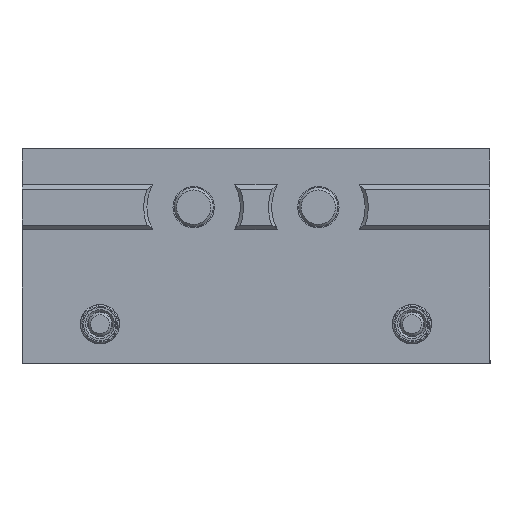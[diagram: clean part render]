
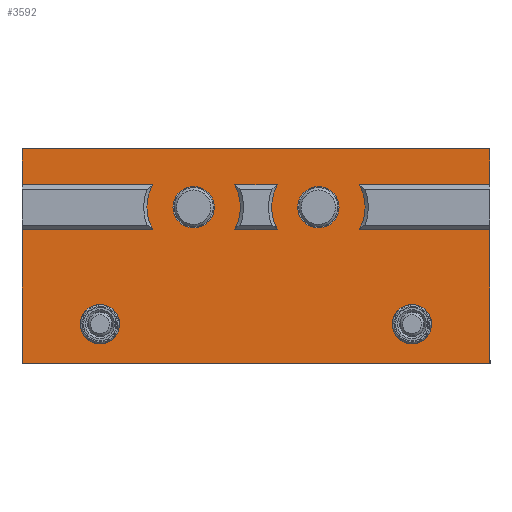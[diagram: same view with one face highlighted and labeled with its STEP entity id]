
A CAD part, top view. The second image highlights one B-rep face of the part: STEP entity #3592.
In plain terms, the highlighted planar face has unit normal (0, 0, 1).
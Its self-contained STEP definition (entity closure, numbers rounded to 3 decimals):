
#383=FACE_BOUND('',#894,.T.);
#384=FACE_BOUND('',#895,.T.);
#385=FACE_BOUND('',#896,.T.);
#386=FACE_BOUND('',#897,.T.);
#387=FACE_BOUND('',#898,.T.);
#434=PLANE('',#3975);
#676=FACE_OUTER_BOUND('',#893,.T.);
#893=EDGE_LOOP('',(#3311,#3312,#3313,#3314,#3315,#3316,#3317,#3318,#3319,
#3320,#3321,#3322));
#894=EDGE_LOOP('',(#3323,#3324,#3325,#3326));
#895=EDGE_LOOP('',(#3327));
#896=EDGE_LOOP('',(#3328));
#897=EDGE_LOOP('',(#3329));
#898=EDGE_LOOP('',(#3330));
#1032=LINE('',#11370,#1193);
#1036=LINE('',#11377,#1197);
#1041=LINE('',#11389,#1202);
#1042=LINE('',#11392,#1203);
#1046=LINE('',#11406,#1207);
#1051=LINE('',#11415,#1212);
#1054=LINE('',#11430,#1215);
#1055=LINE('',#11432,#1216);
#1056=LINE('',#11433,#1217);
#1057=LINE('',#11435,#1218);
#1058=LINE('',#11437,#1219);
#1059=LINE('',#11438,#1220);
#1193=VECTOR('',#4744,10.);
#1197=VECTOR('',#4750,10.);
#1202=VECTOR('',#4763,10.);
#1203=VECTOR('',#4766,10.);
#1207=VECTOR('',#4782,10.);
#1212=VECTOR('',#4791,10.);
#1215=VECTOR('',#4808,10.);
#1216=VECTOR('',#4809,10.);
#1217=VECTOR('',#4810,10.);
#1218=VECTOR('',#4811,10.);
#1219=VECTOR('',#4812,10.);
#1220=VECTOR('',#4813,10.);
#1359=CIRCLE('',#3921,1.6);
#1362=CIRCLE('',#3926,1.6);
#1365=CIRCLE('',#3934,6.);
#1372=CIRCLE('',#3953,6.);
#1373=CIRCLE('',#3962,6.);
#1374=CIRCLE('',#3964,6.);
#1375=CIRCLE('',#3970,2.65);
#1378=CIRCLE('',#3974,2.65);
#1683=VERTEX_POINT('',#11258);
#1686=VERTEX_POINT('',#11268);
#1695=VERTEX_POINT('',#11295);
#1696=VERTEX_POINT('',#11297);
#1716=VERTEX_POINT('',#11363);
#1717=VERTEX_POINT('',#11365);
#1718=VERTEX_POINT('',#11369);
#1720=VERTEX_POINT('',#11375);
#1723=VERTEX_POINT('',#11387);
#1724=VERTEX_POINT('',#11391);
#1725=VERTEX_POINT('',#11397);
#1726=VERTEX_POINT('',#11399);
#1728=VERTEX_POINT('',#11405);
#1730=VERTEX_POINT('',#11413);
#1731=VERTEX_POINT('',#11417);
#1734=VERTEX_POINT('',#11425);
#1735=VERTEX_POINT('',#11429);
#1736=VERTEX_POINT('',#11431);
#1737=VERTEX_POINT('',#11434);
#1738=VERTEX_POINT('',#11436);
#2194=EDGE_CURVE('',#1683,#1683,#1359,.F.);
#2199=EDGE_CURVE('',#1686,#1686,#1362,.F.);
#2211=EDGE_CURVE('',#1695,#1696,#1365,.T.);
#2238=EDGE_CURVE('',#1716,#1717,#1372,.T.);
#2240=EDGE_CURVE('',#1718,#1696,#1032,.T.);
#2244=EDGE_CURVE('',#1716,#1720,#1036,.T.);
#2250=EDGE_CURVE('',#1695,#1723,#1041,.T.);
#2251=EDGE_CURVE('',#1724,#1717,#1042,.T.);
#2253=EDGE_CURVE('',#1724,#1720,#1373,.T.);
#2255=EDGE_CURVE('',#1725,#1726,#1374,.T.);
#2258=EDGE_CURVE('',#1728,#1726,#1046,.T.);
#2263=EDGE_CURVE('',#1725,#1730,#1051,.T.);
#2264=EDGE_CURVE('',#1731,#1731,#1375,.T.);
#2269=EDGE_CURVE('',#1734,#1734,#1378,.T.);
#2270=EDGE_CURVE('',#1723,#1735,#1054,.T.);
#2271=EDGE_CURVE('',#1735,#1736,#1055,.T.);
#2272=EDGE_CURVE('',#1728,#1736,#1056,.T.);
#2273=EDGE_CURVE('',#1737,#1730,#1057,.T.);
#2274=EDGE_CURVE('',#1738,#1737,#1058,.T.);
#2275=EDGE_CURVE('',#1738,#1718,#1059,.T.);
#3311=ORIENTED_EDGE('',*,*,#2211,.F.);
#3312=ORIENTED_EDGE('',*,*,#2250,.T.);
#3313=ORIENTED_EDGE('',*,*,#2270,.T.);
#3314=ORIENTED_EDGE('',*,*,#2271,.T.);
#3315=ORIENTED_EDGE('',*,*,#2272,.F.);
#3316=ORIENTED_EDGE('',*,*,#2258,.T.);
#3317=ORIENTED_EDGE('',*,*,#2255,.F.);
#3318=ORIENTED_EDGE('',*,*,#2263,.T.);
#3319=ORIENTED_EDGE('',*,*,#2273,.F.);
#3320=ORIENTED_EDGE('',*,*,#2274,.F.);
#3321=ORIENTED_EDGE('',*,*,#2275,.T.);
#3322=ORIENTED_EDGE('',*,*,#2240,.T.);
#3323=ORIENTED_EDGE('',*,*,#2244,.T.);
#3324=ORIENTED_EDGE('',*,*,#2253,.F.);
#3325=ORIENTED_EDGE('',*,*,#2251,.T.);
#3326=ORIENTED_EDGE('',*,*,#2238,.F.);
#3327=ORIENTED_EDGE('',*,*,#2269,.F.);
#3328=ORIENTED_EDGE('',*,*,#2264,.F.);
#3329=ORIENTED_EDGE('',*,*,#2194,.F.);
#3330=ORIENTED_EDGE('',*,*,#2199,.F.);
#3592=ADVANCED_FACE('',(#676,#383,#384,#385,#386,#387),#434,.T.);
#3921=AXIS2_PLACEMENT_3D('',#11259,#4658,#4659);
#3926=AXIS2_PLACEMENT_3D('',#11269,#4670,#4671);
#3934=AXIS2_PLACEMENT_3D('',#11298,#4691,#4692);
#3953=AXIS2_PLACEMENT_3D('',#11366,#4739,#4740);
#3962=AXIS2_PLACEMENT_3D('',#11395,#4770,#4771);
#3964=AXIS2_PLACEMENT_3D('',#11400,#4775,#4776);
#3970=AXIS2_PLACEMENT_3D('',#11418,#4794,#4795);
#3974=AXIS2_PLACEMENT_3D('',#11427,#4804,#4805);
#3975=AXIS2_PLACEMENT_3D('',#11428,#4806,#4807);
#4658=DIRECTION('center_axis',(0.,0.,
-1.));
#4659=DIRECTION('ref_axis',(-1.,0.,0.));
#4670=DIRECTION('center_axis',(0.,0.,
-1.));
#4671=DIRECTION('ref_axis',(-1.,0.,0.));
#4691=DIRECTION('center_axis',(0.,0.,
-1.));
#4692=DIRECTION('ref_axis',(0.,-1.,0.));
#4739=DIRECTION('center_axis',(0.,0.,
-1.));
#4740=DIRECTION('ref_axis',(0.,-1.,0.));
#4744=DIRECTION('',(-1.,0.,0.));
#4750=DIRECTION('',(-1.,0.,0.));
#4763=DIRECTION('',(1.,0.,0.));
#4766=DIRECTION('',(1.,0.,0.));
#4770=DIRECTION('center_axis',(0.,0.,
-1.));
#4771=DIRECTION('ref_axis',(0.,-1.,0.));
#4775=DIRECTION('center_axis',(0.,0.,
-1.));
#4776=DIRECTION('ref_axis',(0.,-1.,0.));
#4782=DIRECTION('',(1.,0.,0.));
#4791=DIRECTION('',(-1.,0.,0.));
#4794=DIRECTION('center_axis',(0.,0.,
1.));
#4795=DIRECTION('ref_axis',(-1.,0.,0.));
#4804=DIRECTION('center_axis',(0.,0.,
1.));
#4805=DIRECTION('ref_axis',(1.,0.,0.));
#4806=DIRECTION('center_axis',(0.,0.,
1.));
#4807=DIRECTION('ref_axis',(-1.,0.,0.));
#4808=DIRECTION('',(0.,1.,0.));
#4809=DIRECTION('',(-1.,0.,0.));
#4810=DIRECTION('',(0.,1.,0.));
#4811=DIRECTION('',(0.,1.,0.));
#4812=DIRECTION('',(-1.,0.,0.));
#4813=DIRECTION('',(0.,1.,0.));
#11258=CARTESIAN_POINT('',(20.001,176.601,-5.));
#11259=CARTESIAN_POINT('Origin',(20.001,175.001,-5.));
#11268=CARTESIAN_POINT('',(-19.999,176.601,-5.));
#11269=CARTESIAN_POINT('Origin',(-19.999,175.001,-5.));
#11295=CARTESIAN_POINT('',(13.249,192.901,-5.));
#11297=CARTESIAN_POINT('',(13.249,187.101,-5.));
#11298=CARTESIAN_POINT('Origin',(7.997,190.001,-5.));
#11363=CARTESIAN_POINT('',(2.744,187.101,-5.));
#11365=CARTESIAN_POINT('',(2.744,192.901,-5.));
#11366=CARTESIAN_POINT('Origin',(7.997,190.001,-5.));
#11369=CARTESIAN_POINT('',(30.001,187.101,-5.));
#11370=CARTESIAN_POINT('',(-32.067,187.101,-5.));
#11375=CARTESIAN_POINT('',(-2.742,187.101,-5.));
#11377=CARTESIAN_POINT('',(-32.067,187.101,-5.));
#11387=CARTESIAN_POINT('',(30.001,192.901,-5.));
#11389=CARTESIAN_POINT('',(45.947,192.901,-5.));
#11391=CARTESIAN_POINT('',(-2.742,192.901,-5.));
#11392=CARTESIAN_POINT('',(45.947,192.901,-5.));
#11395=CARTESIAN_POINT('Origin',(-7.995,190.001,-5.));
#11397=CARTESIAN_POINT('',(-13.247,187.101,-5.));
#11399=CARTESIAN_POINT('',(-13.247,192.901,-5.));
#11400=CARTESIAN_POINT('Origin',(-7.995,190.001,-5.));
#11405=CARTESIAN_POINT('',(-29.999,192.901,-5.));
#11406=CARTESIAN_POINT('',(45.947,192.901,-5.));
#11413=CARTESIAN_POINT('',(-29.999,187.101,-5.));
#11415=CARTESIAN_POINT('',(-32.067,187.101,-5.));
#11417=CARTESIAN_POINT('',(-5.345,190.001,-5.));
#11418=CARTESIAN_POINT('Origin',(-7.995,190.001,-5.));
#11425=CARTESIAN_POINT('',(5.347,190.001,-5.));
#11427=CARTESIAN_POINT('Origin',(7.997,190.001,-5.));
#11428=CARTESIAN_POINT('Origin',(13.879,195.201,-5.));
#11429=CARTESIAN_POINT('',(30.001,197.501,-5.));
#11430=CARTESIAN_POINT('',(30.001,192.601,-5.));
#11431=CARTESIAN_POINT('',(-29.999,197.501,-5.));
#11432=CARTESIAN_POINT('',(-13.412,197.501,-5.));
#11433=CARTESIAN_POINT('',(-29.999,192.601,-5.));
#11434=CARTESIAN_POINT('',(-29.999,170.,-5.));
#11435=CARTESIAN_POINT('',(-29.999,192.601,-5.));
#11436=CARTESIAN_POINT('',(30.001,170.,-5.));
#11437=CARTESIAN_POINT('',(25.947,170.,-5.));
#11438=CARTESIAN_POINT('',(30.001,192.601,-5.));
